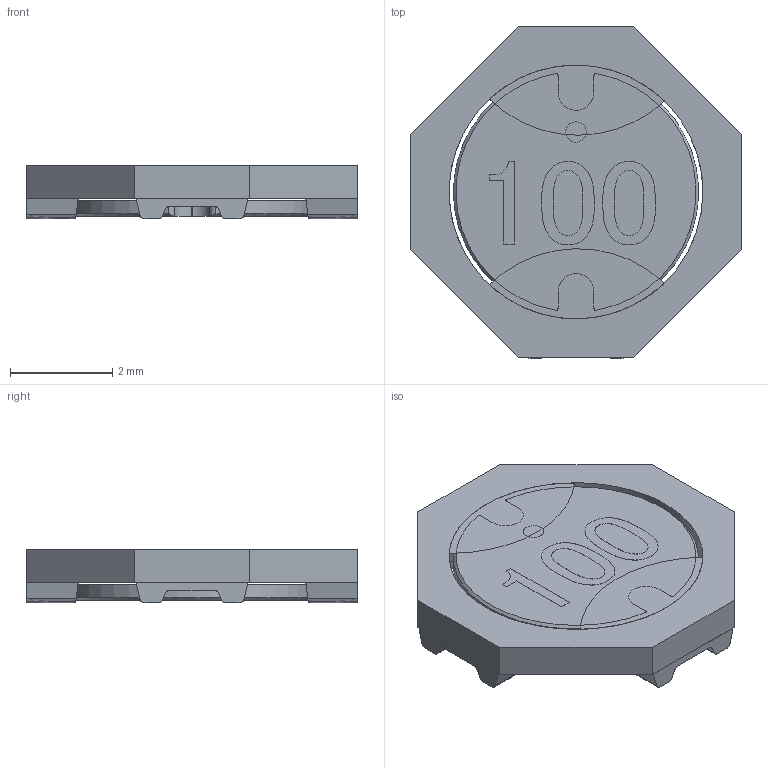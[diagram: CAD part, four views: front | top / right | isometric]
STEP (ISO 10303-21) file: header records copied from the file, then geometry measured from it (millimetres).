
FILE_DESCRIPTION( ('This file contains a STEP AP42 implementation' ,'as created by ZW3D STEP Interface translator.') ,'2;1' );
FILE_NAME( 'SU6011-F.stp' ,'22 310.15 8 3', (''), ('ZWCAD Software Co.'), 'Version 1.0', 'ZW3D to STEP translator', '' );
FILE_SCHEMA( ('CONFIG_CONTROL_DESIGN') );
Length unit declared in the file: millimetre
Products named in the file (1): 0
Bounding box: 6.5 x 6.5 x 1.05 mm (x, y, z)
Volume: 23.7 mm3; surface area: 168.7 mm2
Topology: 12 solids, 12 shells, 182 faces, 468 edges, 312 vertices
Faces by surface type: bspline 182
Entity records: 5516 total; most frequent: CARTESIAN_POINT 2729, ORIENTED_EDGE 936, EDGE_CURVE 468, B_SPLINE_CURVE_WITH_KNOTS 346, VERTEX_POINT 312, EDGE_LOOP 190, FACE_OUTER_BOUND 182, ADVANCED_FACE 182
